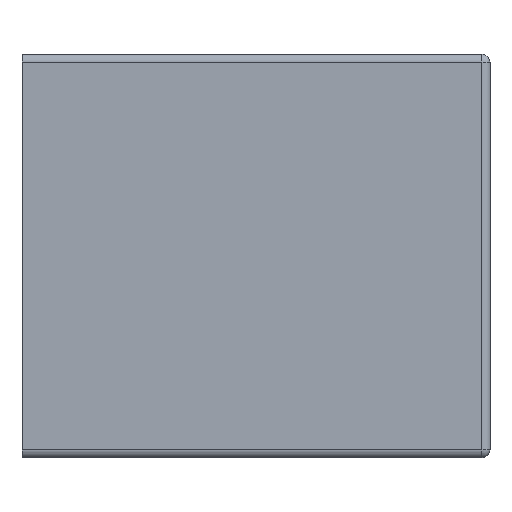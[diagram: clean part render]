
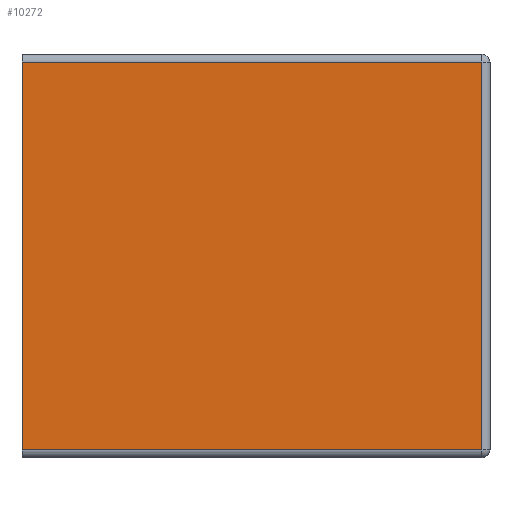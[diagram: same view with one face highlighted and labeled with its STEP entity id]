
A CAD part, left-side view. The second image highlights one B-rep face of the part: STEP entity #10272.
In plain terms, the highlighted planar face has unit normal (-1, 0, 0).
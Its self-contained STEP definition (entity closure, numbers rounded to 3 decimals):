
#200 = CARTESIAN_POINT ( 'NONE',  ( -71.077, -17.425, 34.215 ) ) ;
#560 = PLANE ( 'NONE',  #1114 ) ;
#575 = CARTESIAN_POINT ( 'NONE',  ( -71.077, -18.425, -14.785 ) ) ;
#1114 = AXIS2_PLACEMENT_3D ( 'NONE', #7354, #2885, #11735 ) ;
#1763 = VECTOR ( 'NONE', #12329, 1000. ) ;
#2637 = CARTESIAN_POINT ( 'NONE',  ( -71.077, 39.575, -14.785 ) ) ;
#2802 = FACE_OUTER_BOUND ( 'NONE', #13286, .T. ) ;
#2853 = EDGE_CURVE ( 'NONE', #5821, #7164, #3818, .T. ) ;
#2885 = DIRECTION ( 'NONE',  ( -1., 0., 0. ) ) ;
#3391 = CARTESIAN_POINT ( 'NONE',  ( -71.077, 39.575, 9.215 ) ) ;
#3467 = ORIENTED_EDGE ( 'NONE', *, *, #4296, .F. ) ;
#3615 = VECTOR ( 'NONE', #7786, 1000. ) ;
#3818 = LINE ( 'NONE', #575, #12750 ) ;
#4171 = EDGE_CURVE ( 'NONE', #7164, #6532, #11162, .T. ) ;
#4296 = EDGE_CURVE ( 'NONE', #5821, #7176, #10006, .T. ) ;
#4386 = CARTESIAN_POINT ( 'NONE',  ( -71.077, -17.425, -14.785 ) ) ;
#4451 = CARTESIAN_POINT ( 'NONE',  ( -71.077, -18.425, 33.215 ) ) ;
#4472 = CARTESIAN_POINT ( 'NONE',  ( -71.077, 39.575, 33.215 ) ) ;
#5821 = VERTEX_POINT ( 'NONE', #2637 ) ;
#6292 = DIRECTION ( 'NONE',  ( 0., -1., 0. ) ) ;
#6532 = VERTEX_POINT ( 'NONE', #10746 ) ;
#7164 = VERTEX_POINT ( 'NONE', #4386 ) ;
#7176 = VERTEX_POINT ( 'NONE', #4472 ) ;
#7323 = EDGE_CURVE ( 'NONE', #6532, #7176, #12117, .T. ) ;
#7354 = CARTESIAN_POINT ( 'NONE',  ( -71.077, -18.425, -15.785 ) ) ;
#7786 = DIRECTION ( 'NONE',  ( 0., 0., 1. ) ) ;
#8200 = ORIENTED_EDGE ( 'NONE', *, *, #7323, .T. ) ;
#8867 = DIRECTION ( 'NONE',  ( 0., 1., 0. ) ) ;
#9296 = VECTOR ( 'NONE', #8867, 1000. ) ;
#10006 = LINE ( 'NONE', #3391, #3615 ) ;
#10272 = ADVANCED_FACE ( 'NONE', ( #2802 ), #560, .T. ) ;
#10746 = CARTESIAN_POINT ( 'NONE',  ( -71.077, -17.425, 33.215 ) ) ;
#11055 = ORIENTED_EDGE ( 'NONE', *, *, #4171, .T. ) ;
#11162 = LINE ( 'NONE', #200, #1763 ) ;
#11735 = DIRECTION ( 'NONE',  ( 0., 0., 1. ) ) ;
#12117 = LINE ( 'NONE', #4451, #9296 ) ;
#12329 = DIRECTION ( 'NONE',  ( 0., 0., 1. ) ) ;
#12548 = ORIENTED_EDGE ( 'NONE', *, *, #2853, .T. ) ;
#12750 = VECTOR ( 'NONE', #6292, 1000. ) ;
#13286 = EDGE_LOOP ( 'NONE', ( #11055, #8200, #3467, #12548 ) ) ;
